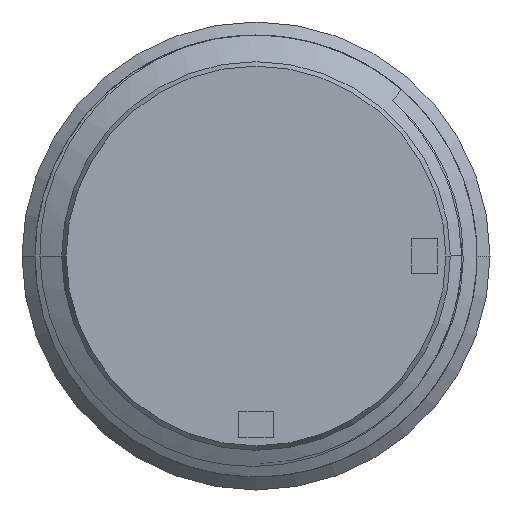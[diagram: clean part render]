
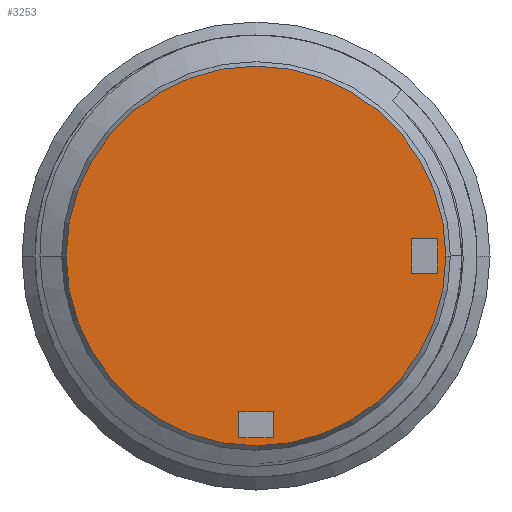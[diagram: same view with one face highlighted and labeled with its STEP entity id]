
A CAD part, left-side view. The second image highlights one B-rep face of the part: STEP entity #3253.
In plain terms, the highlighted planar face has unit normal (-1, 0, 0).
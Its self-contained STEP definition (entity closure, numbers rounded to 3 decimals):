
#1312=CARTESIAN_POINT('',(0.,0.,0.));
#1313=DIRECTION('',(-1.,0.,0.));
#1314=DIRECTION('',(0.,1.,0.));
#1315=AXIS2_PLACEMENT_3D('',#1312,#1313,#1314);
#1317=CARTESIAN_POINT('',(0.,0.,0.));
#1318=DIRECTION('',(1.,0.,0.));
#1319=DIRECTION('',(0.,1.,0.));
#1320=AXIS2_PLACEMENT_3D('',#1317,#1318,#1319);
#1322=DIRECTION('',(0.,-1.,0.));
#1323=VECTOR('',#1322,1.005);
#1324=CARTESIAN_POINT('',(0.,-5.962,-0.675));
#1325=LINE('441',#1324,#1323);
#1326=DIRECTION('',(0.,1.,0.));
#1327=VECTOR('',#1326,1.005);
#1328=CARTESIAN_POINT('',(0.,-6.967,0.675));
#1329=LINE('442',#1328,#1327);
#1330=DIRECTION('',(0.,0.,-1.));
#1331=VECTOR('',#1330,1.005);
#1332=CARTESIAN_POINT('',(0.,0.675,-5.962));
#1333=LINE('439',#1332,#1331);
#1334=DIRECTION('',(0.,0.,1.));
#1335=VECTOR('',#1334,1.005);
#1336=CARTESIAN_POINT('',(0.,-0.675,-6.967));
#1337=LINE('440',#1336,#1335);
#1338=CARTESIAN_POINT('',(0.,0.,0.));
#1339=DIRECTION('',(-1.,0.,0.));
#1340=DIRECTION('',(0.,-0.994,-0.113));
#1341=AXIS2_PLACEMENT_3D('',#1338,#1339,#1340);
#1351=CARTESIAN_POINT('',(0.,0.,0.));
#1352=DIRECTION('',(1.,0.,0.));
#1353=DIRECTION('',(0.,-0.995,0.096));
#1354=AXIS2_PLACEMENT_3D('',#1351,#1352,#1353);
#1382=CARTESIAN_POINT('',(0.,0.,0.));
#1383=DIRECTION('',(-1.,0.,0.));
#1384=DIRECTION('',(0.,0.113,-0.994));
#1385=AXIS2_PLACEMENT_3D('',#1382,#1383,#1384);
#1395=CARTESIAN_POINT('',(0.,0.,0.));
#1396=DIRECTION('',(1.,0.,0.));
#1397=DIRECTION('',(0.,-0.096,-0.995));
#1398=AXIS2_PLACEMENT_3D('',#1395,#1396,#1397);
#1504=CARTESIAN_POINT('',(0.,7.302,0.));
#1505=VERTEX_POINT('',#1504);
#1536=CARTESIAN_POINT('',(0.,-7.302,0.));
#1537=VERTEX_POINT('',#1536);
#1608=CARTESIAN_POINT('',(0.,-6.967,0.675));
#1609=CARTESIAN_POINT('',(0.,-6.967,-0.675));
#1610=VERTEX_POINT('',#1608);
#1611=VERTEX_POINT('',#1609);
#1612=CARTESIAN_POINT('',(0.,-0.675,-6.967));
#1613=CARTESIAN_POINT('',(0.,0.675,-6.967));
#1614=VERTEX_POINT('',#1612);
#1615=VERTEX_POINT('',#1613);
#1616=CARTESIAN_POINT('',(0.,0.675,-5.962));
#1617=CARTESIAN_POINT('',(0.,-0.675,-5.962));
#1618=VERTEX_POINT('',#1616);
#1619=VERTEX_POINT('',#1617);
#1620=CARTESIAN_POINT('',(0.,-5.962,-0.675));
#1621=CARTESIAN_POINT('',(0.,-5.962,0.675));
#1622=VERTEX_POINT('',#1620);
#1623=VERTEX_POINT('',#1621);
#3224=CARTESIAN_POINT('',(0.,0.,0.));
#3225=DIRECTION('',(1.,0.,0.));
#3226=DIRECTION('',(0.,-1.,0.));
#3227=AXIS2_PLACEMENT_3D('',#3224,#3225,#3226);
#3228=PLANE('264',#3227);
#3229=ORIENTED_EDGE('366',*,*,#3217,.F.);
#3230=ORIENTED_EDGE('350',*,*,#3206,.T.);
#3231=EDGE_LOOP('264',(#3229,#3230));
#3232=FACE_OUTER_BOUND('264',#3231,.F.);
#3234=ORIENTED_EDGE('436',*,*,#3233,.F.);
#3236=ORIENTED_EDGE('441',*,*,#3235,.T.);
#3238=ORIENTED_EDGE('433',*,*,#3237,.F.);
#3240=ORIENTED_EDGE('442',*,*,#3239,.T.);
#3241=EDGE_LOOP('264',(#3234,#3236,#3238,#3240));
#3242=FACE_BOUND('264',#3241,.F.);
#3244=ORIENTED_EDGE('435',*,*,#3243,.F.);
#3246=ORIENTED_EDGE('439',*,*,#3245,.T.);
#3248=ORIENTED_EDGE('434',*,*,#3247,.F.);
#3250=ORIENTED_EDGE('440',*,*,#3249,.T.);
#3251=EDGE_LOOP('264',(#3244,#3246,#3248,#3250));
#3252=FACE_BOUND('264',#3251,.F.);
#1316=CIRCLE('366',#1315,7.302);
#1321=CIRCLE('350',#1320,7.302);
#1342=CIRCLE('436',#1341,6.);
#1355=CIRCLE('433',#1354,7.);
#1386=CIRCLE('435',#1385,6.);
#1399=CIRCLE('434',#1398,7.);
#3206=EDGE_CURVE('350',#1505,#1537,#1321,.T.);
#3217=EDGE_CURVE('366',#1505,#1537,#1316,.T.);
#3233=EDGE_CURVE('436',#1622,#1623,#1342,.T.);
#3235=EDGE_CURVE('441',#1622,#1611,#1325,.T.);
#3237=EDGE_CURVE('433',#1610,#1611,#1355,.T.);
#3239=EDGE_CURVE('442',#1610,#1623,#1329,.T.);
#3243=EDGE_CURVE('435',#1618,#1619,#1386,.T.);
#3245=EDGE_CURVE('439',#1618,#1615,#1333,.T.);
#3247=EDGE_CURVE('434',#1614,#1615,#1399,.T.);
#3249=EDGE_CURVE('440',#1614,#1619,#1337,.T.);
#3253=ADVANCED_FACE('264',(#3232,#3242,#3252),#3228,.F.);
